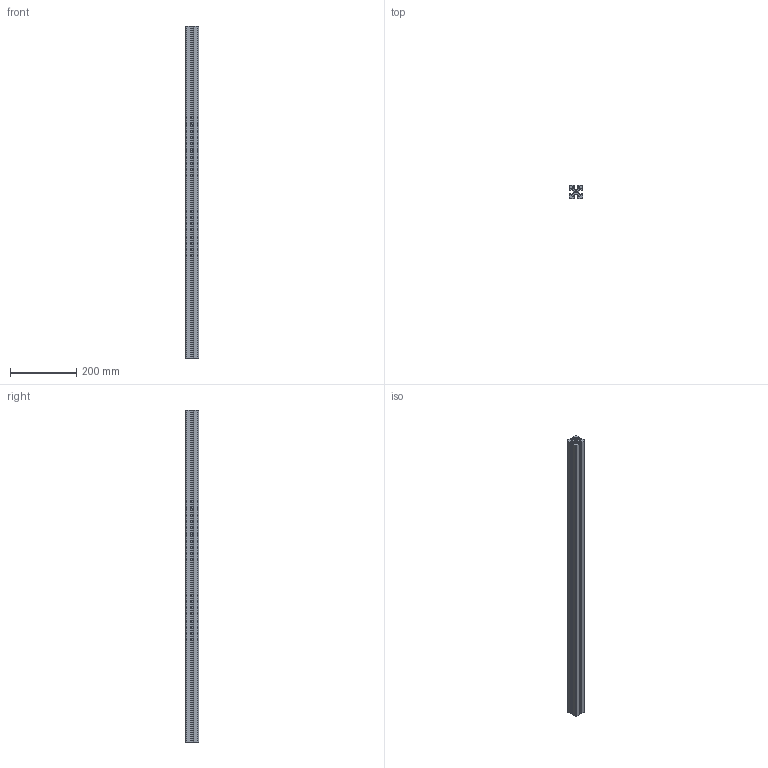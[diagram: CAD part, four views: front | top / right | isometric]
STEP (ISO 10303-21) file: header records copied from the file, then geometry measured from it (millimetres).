
FILE_DESCRIPTION (( 'STEP AP214' ), '1' );
FILE_NAME ('0_0_026_03-1000-Aluflex.step', '2025-04-29T07:55:25', ( '' ), ( '' ), 'SwSTEP 2.0', 'SolidWorks 2010', '' );
FILE_SCHEMA (( 'AUTOMOTIVE_DESIGN' ));
Length unit declared in the file: millimetre
Products named in the file (1): 0_0_026_03-1000-Aluflex
Bounding box: 40 x 40 x 1000 mm (x, y, z)
Volume: 928878.8 mm3; surface area: 327514.8 mm2
Topology: 1 solids, 1 shells, 75 faces, 219 edges, 146 vertices
Faces by surface type: cylinder 45, plane 30
Full cylindrical faces by diameter (mm): 6.8 x1
Entity records: 2556 total; most frequent: DIRECTION 460, CARTESIAN_POINT 440, ORIENTED_EDGE 436, EDGE_CURVE 218, AXIS2_PLACEMENT_3D 166, VERTEX_POINT 146, VECTOR 128, LINE 128
